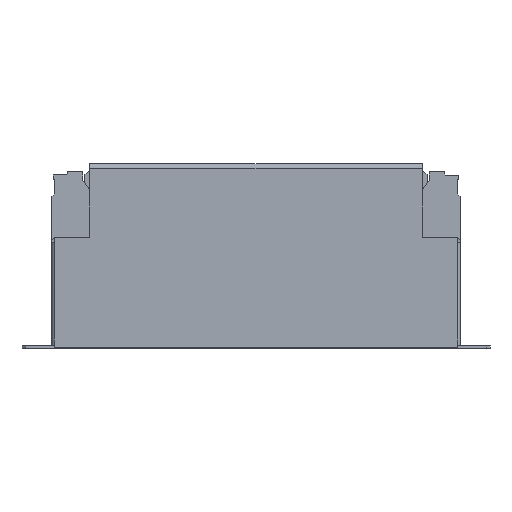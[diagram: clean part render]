
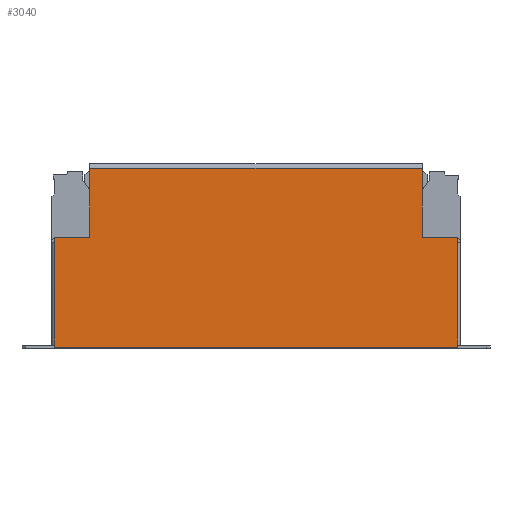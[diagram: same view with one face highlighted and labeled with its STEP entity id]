
A CAD part, top view. The second image highlights one B-rep face of the part: STEP entity #3040.
In plain terms, the highlighted planar face has unit normal (0, 0, 1).
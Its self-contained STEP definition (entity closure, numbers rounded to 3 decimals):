
#333 = LINE ( 'NONE', #17025, #12892 ) ;
#438 = VECTOR ( 'NONE', #5692, 1000. ) ;
#1264 = DIRECTION ( 'NONE',  ( -1., 0., 0. ) ) ;
#1325 = CARTESIAN_POINT ( 'NONE',  ( 82., 44., 22. ) ) ;
#1424 = DIRECTION ( 'NONE',  ( -1., 0., 0. ) ) ;
#1700 = EDGE_CURVE ( 'Defeature ausgef�hrt1_199+Defeature ausgef�hrt1_197+Defeature ausgef�hrt1_200+Defeature ausgef�hrt1_198', #12575, #16179, #3921, .T. ) ;
#2026 = LINE ( 'NONE', #11116, #12435 ) ;
#2058 = EDGE_LOOP ( 'NONE', ( #8053, #11033, #16994, #16748, #11083, #4416, #8488, #14418 ) ) ;
#2061 = VECTOR ( 'NONE', #1264, 1000. ) ;
#2074 = DIRECTION ( 'NONE',  ( 0., 1., 0. ) ) ;
#2231 = VERTEX_POINT ( 'NONE', #13488 ) ;
#2393 = LINE ( 'NONE', #9292, #12564 ) ;
#2487 = EDGE_CURVE ( 'Defeature ausgef�hrt1_200+Defeature ausgef�hrt1_197+Defeature ausgef�hrt1_201+Defeature ausgef�hrt1_199', #8345, #12575, #333, .T. ) ;
#2690 = FACE_OUTER_BOUND ( 'NONE', #2058, .T. ) ;
#2759 = CARTESIAN_POINT ( 'NONE',  ( 0., -0.5, 22. ) ) ;
#2950 = VERTEX_POINT ( 'NONE', #5321 ) ;
#3039 = EDGE_CURVE ( 'Defeature ausgef�hrt1_197+Defeature ausgef�hrt1_206+Defeature ausgef�hrt1_196+Defeature ausgef�hrt1_202', #19625, #2950, #11194, .T. ) ;
#3040 = ADVANCED_FACE ( 'Defeature ausgef�hrt1_197', ( #2690 ), #12008, .F. ) ;
#3340 = EDGE_CURVE ( 'Defeature ausgef�hrt1_196+Defeature ausgef�hrt1_197+Defeature ausgef�hrt1_205+Defeature ausgef�hrt1_201', #19625, #2231, #14996, .T. ) ;
#3921 = LINE ( 'NONE', #16401, #2061 ) ;
#4178 = CARTESIAN_POINT ( 'NONE',  ( -82., 44., 22. ) ) ;
#4416 = ORIENTED_EDGE ( 'NONE', *, *, #2487, .F. ) ;
#4674 = LINE ( 'NONE', #14511, #438 ) ;
#4684 = VERTEX_POINT ( 'NONE', #19713 ) ;
#4852 = EDGE_CURVE ( 'Defeature ausgef�hrt1_203+Defeature ausgef�hrt1_197+Defeature ausgef�hrt1_198+Defeature ausgef�hrt1_202', #15910, #4684, #2393, .T. ) ;
#5321 = CARTESIAN_POINT ( 'NONE',  ( -67.5, 72., 22. ) ) ;
#5692 = DIRECTION ( 'NONE',  ( 0., 1., 0. ) ) ;
#6415 = LINE ( 'NONE', #1325, #19054 ) ;
#7191 = VECTOR ( 'NONE', #1424, 1000. ) ;
#7393 = DIRECTION ( 'NONE',  ( -1., 0., 0. ) ) ;
#7859 = VECTOR ( 'NONE', #18820, 1000. ) ;
#8053 = ORIENTED_EDGE ( 'NONE', *, *, #3039, .T. ) ;
#8345 = VERTEX_POINT ( 'NONE', #12866 ) ;
#8488 = ORIENTED_EDGE ( 'NONE', *, *, #14780, .F. ) ;
#9055 = EDGE_CURVE ( 'Defeature ausgef�hrt1_198+Defeature ausgef�hrt1_197+Defeature ausgef�hrt1_199+Defeature ausgef�hrt1_203', #16179, #15910, #4674, .T. ) ;
#9292 = CARTESIAN_POINT ( 'NONE',  ( -67.5, 44., 22. ) ) ;
#10536 = AXIS2_PLACEMENT_3D ( 'NONE', #2759, #16290, #7393 ) ;
#10703 = CARTESIAN_POINT ( 'NONE',  ( 67.5, 72., 22. ) ) ;
#11033 = ORIENTED_EDGE ( 'NONE', *, *, #17719, .F. ) ;
#11083 = ORIENTED_EDGE ( 'NONE', *, *, #1700, .F. ) ;
#11116 = CARTESIAN_POINT ( 'NONE',  ( -67.5, 44., 22. ) ) ;
#11194 = LINE ( 'NONE', #13273, #7191 ) ;
#11255 = CARTESIAN_POINT ( 'NONE',  ( 67.5, 74., 22. ) ) ;
#12008 = PLANE ( 'NONE',  #10536 ) ;
#12435 = VECTOR ( 'NONE', #2074, 1000. ) ;
#12564 = VECTOR ( 'NONE', #18679, 1000. ) ;
#12575 = VERTEX_POINT ( 'NONE', #18386 ) ;
#12866 = CARTESIAN_POINT ( 'NONE',  ( 82., 44., 22. ) ) ;
#12892 = VECTOR ( 'NONE', #13869, 1000. ) ;
#13273 = CARTESIAN_POINT ( 'NONE',  ( 67.5, 72., 22. ) ) ;
#13488 = CARTESIAN_POINT ( 'NONE',  ( 67.5, 44., 22. ) ) ;
#13788 = CARTESIAN_POINT ( 'NONE',  ( -82., -0.5, 22. ) ) ;
#13869 = DIRECTION ( 'NONE',  ( 0., -1., 0. ) ) ;
#14418 = ORIENTED_EDGE ( 'NONE', *, *, #3340, .F. ) ;
#14511 = CARTESIAN_POINT ( 'NONE',  ( -82., 44., 22. ) ) ;
#14780 = EDGE_CURVE ( 'Defeature ausgef�hrt1_201+Defeature ausgef�hrt1_197+Defeature ausgef�hrt1_196+Defeature ausgef�hrt1_200', #2231, #8345, #6415, .T. ) ;
#14996 = LINE ( 'NONE', #11255, #7859 ) ;
#15910 = VERTEX_POINT ( 'NONE', #4178 ) ;
#16179 = VERTEX_POINT ( 'NONE', #13788 ) ;
#16290 = DIRECTION ( 'NONE',  ( 0., 0., -1. ) ) ;
#16401 = CARTESIAN_POINT ( 'NONE',  ( 82., -0.5, 22. ) ) ;
#16587 = DIRECTION ( 'NONE',  ( 1., 0., 0. ) ) ;
#16748 = ORIENTED_EDGE ( 'NONE', *, *, #9055, .F. ) ;
#16994 = ORIENTED_EDGE ( 'NONE', *, *, #4852, .F. ) ;
#17025 = CARTESIAN_POINT ( 'NONE',  ( 82., 44., 22. ) ) ;
#17719 = EDGE_CURVE ( 'Defeature ausgef�hrt1_202+Defeature ausgef�hrt1_197+Defeature ausgef�hrt1_203+Defeature ausgef�hrt1_204', #4684, #2950, #2026, .T. ) ;
#18386 = CARTESIAN_POINT ( 'NONE',  ( 82., -0.5, 22. ) ) ;
#18679 = DIRECTION ( 'NONE',  ( 1., 0., 0. ) ) ;
#18820 = DIRECTION ( 'NONE',  ( 0., -1., 0. ) ) ;
#19054 = VECTOR ( 'NONE', #16587, 1000. ) ;
#19625 = VERTEX_POINT ( 'NONE', #10703 ) ;
#19713 = CARTESIAN_POINT ( 'NONE',  ( -67.5, 44., 22. ) ) ;
